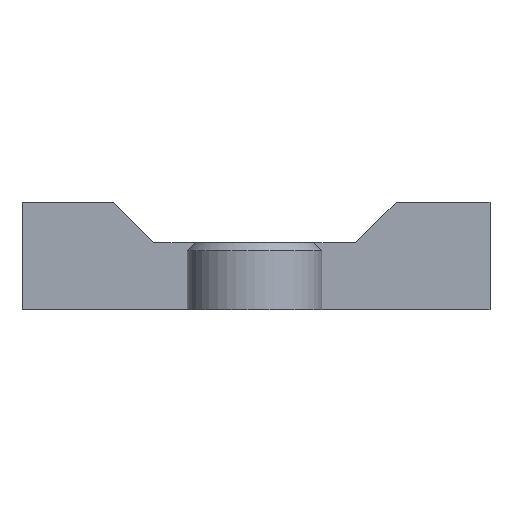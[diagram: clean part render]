
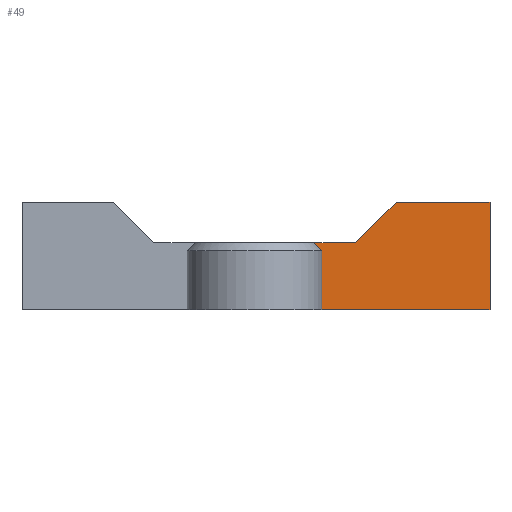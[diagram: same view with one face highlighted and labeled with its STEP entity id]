
A CAD part, left-side view. The second image highlights one B-rep face of the part: STEP entity #49.
In plain terms, the highlighted planar face has unit normal (-1, 0, 0).
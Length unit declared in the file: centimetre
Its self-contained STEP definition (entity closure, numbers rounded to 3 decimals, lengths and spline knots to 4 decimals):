
#49=ADVANCED_FACE('',(#96),#697,.T.);
#96=FACE_OUTER_BOUND('',#141,.T.);
#141=EDGE_LOOP('',(#284,#285,#286,#287,#288,#289,#290,#291));
#284=ORIENTED_EDGE('',*,*,#459,.F.);
#285=ORIENTED_EDGE('',*,*,#390,.F.);
#286=ORIENTED_EDGE('',*,*,#418,.F.);
#287=ORIENTED_EDGE('',*,*,#412,.T.);
#288=ORIENTED_EDGE('',*,*,#440,.T.);
#289=ORIENTED_EDGE('',*,*,#407,.T.);
#290=ORIENTED_EDGE('',*,*,#470,.T.);
#291=ORIENTED_EDGE('',*,*,#480,.T.);
#390=EDGE_CURVE('',#613,#614,#528,.T.);
#407=EDGE_CURVE('',#634,#635,#543,.T.);
#412=EDGE_CURVE('',#642,#655,#548,.T.);
#418=EDGE_CURVE('',#642,#613,#554,.T.);
#440=EDGE_CURVE('',#655,#634,#576,.T.);
#459=EDGE_CURVE('',#614,#663,#511,.T.);
#470=EDGE_CURVE('',#635,#667,#585,.T.);
#480=EDGE_CURVE('',#667,#663,#593,.T.);
#511=(
BOUNDED_CURVE()
B_SPLINE_CURVE(1,(#1276,#1277),.UNSPECIFIED.,.F.,.F.)
B_SPLINE_CURVE_WITH_KNOTS((2,2),(1.,4.5),.UNSPECIFIED.)
CURVE()
GEOMETRIC_REPRESENTATION_ITEM()
RATIONAL_B_SPLINE_CURVE((1.,1.))
REPRESENTATION_ITEM('')
);
#528=B_SPLINE_CURVE_WITH_KNOTS('',1,(#1069,#1070),.UNSPECIFIED.,.F.,.F.,
(2,2),(95.6664,105.6464),.UNSPECIFIED.);
#543=B_SPLINE_CURVE_WITH_KNOTS('',1,(#1113,#1114),.UNSPECIFIED.,.F.,.F.,
(2,2),(-24.9164,-22.9164),.UNSPECIFIED.);
#548=B_SPLINE_CURVE_WITH_KNOTS('',1,(#1123,#1124),.UNSPECIFIED.,.F.,.F.,
(2,2),(47.57,53.15),.UNSPECIFIED.);
#554=B_SPLINE_CURVE_WITH_KNOTS('',1,(#1135,#1136),.UNSPECIFIED.,.F.,.F.,
(2,2),(0.,6.4),.UNSPECIFIED.);
#576=B_SPLINE_CURVE_WITH_KNOTS('',1,(#1179,#1180),.UNSPECIFIED.,.F.,.F.,
(2,2),(0.,3.3941),.UNSPECIFIED.);
#585=B_SPLINE_CURVE_WITH_KNOTS('',1,(#1301,#1302),.UNSPECIFIED.,.F.,.F.,
(2,2),(92.38,92.88),.UNSPECIFIED.);
#593=B_SPLINE_CURVE_WITH_KNOTS('',1,(#1327,#1328),.UNSPECIFIED.,.F.,.F.,
(2,2),(-1.,0.),.UNSPECIFIED.);
#613=VERTEX_POINT('',#985);
#614=VERTEX_POINT('',#986);
#634=VERTEX_POINT('',#1006);
#635=VERTEX_POINT('',#1007);
#642=VERTEX_POINT('',#1014);
#655=VERTEX_POINT('',#1027);
#663=VERTEX_POINT('',#1035);
#667=VERTEX_POINT('',#1039);
#697=PLANE('',#739);
#739=AXIS2_PLACEMENT_3D('',#823,#764,$);
#764=DIRECTION('',(-1.,0.,0.));
#823=CARTESIAN_POINT('',(40.35,22.02,6.4));
#985=CARTESIAN_POINT('',(40.35,22.02,0.));
#986=CARTESIAN_POINT('',(40.35,32.,0.));
#1006=CARTESIAN_POINT('',(40.35,30.,4.));
#1007=CARTESIAN_POINT('',(40.35,32.,4.));
#1014=CARTESIAN_POINT('',(40.35,22.02,6.4));
#1027=CARTESIAN_POINT('',(40.35,27.6,6.4));
#1035=CARTESIAN_POINT('',(40.35,32.,3.5));
#1039=CARTESIAN_POINT('',(40.35,32.5,4.));
#1069=CARTESIAN_POINT('',(40.35,22.02,0.));
#1070=CARTESIAN_POINT('',(40.35,32.,0.));
#1113=CARTESIAN_POINT('',(40.35,30.,4.));
#1114=CARTESIAN_POINT('',(40.35,32.,4.));
#1123=CARTESIAN_POINT('',(40.35,22.02,6.4));
#1124=CARTESIAN_POINT('',(40.35,27.6,6.4));
#1135=CARTESIAN_POINT('',(40.35,22.02,6.4));
#1136=CARTESIAN_POINT('',(40.35,22.02,0.));
#1179=CARTESIAN_POINT('',(40.35,27.6,6.4));
#1180=CARTESIAN_POINT('',(40.35,30.,4.));
#1276=CARTESIAN_POINT('',(40.35,32.,0.));
#1277=CARTESIAN_POINT('',(40.35,32.,3.5));
#1301=CARTESIAN_POINT('',(40.35,32.,4.));
#1302=CARTESIAN_POINT('',(40.35,32.5,4.));
#1327=CARTESIAN_POINT('',(40.35,32.5,4.));
#1328=CARTESIAN_POINT('',(40.35,32.,3.5));
